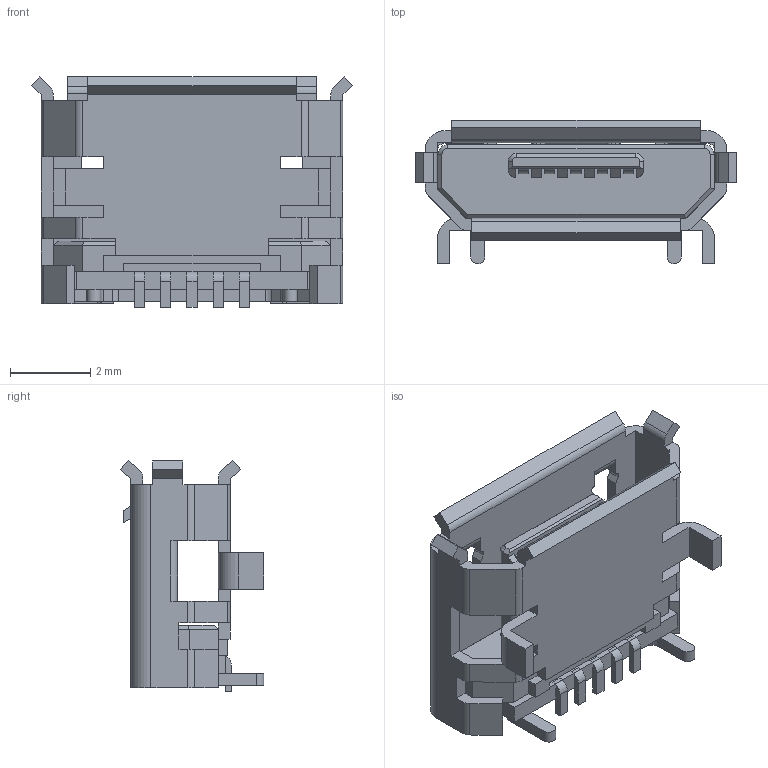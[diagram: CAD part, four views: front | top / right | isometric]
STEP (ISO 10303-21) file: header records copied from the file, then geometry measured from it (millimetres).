
FILE_DESCRIPTION (( 'STEP AP214' ), '1' );
FILE_NAME ('C10418.STEP', '2021-08-05T07:35:54', ( '' ), ( '' ), 'SwSTEP 2.0', 'SolidWorks 2018', '' );
FILE_SCHEMA (( 'AUTOMOTIVE_DESIGN' ));
Length unit declared in the file: millimetre
Products named in the file (1): C10418
Bounding box: 8 x 3.57 x 5.75 mm (x, y, z)
Volume: 45.1 mm3; surface area: 307.7 mm2
Topology: 2 solids, 2 shells, 439 faces, 1263 edges, 811 vertices
Faces by surface type: plane 321, cylinder 104, sphere 8, cone 4, torus 2
Entity records: 19100 total; most frequent: CARTESIAN_POINT 2606, ORIENTED_EDGE 2510, DIRECTION 2334, EDGE_CURVE 1255, LINE 1036, VECTOR 1036, VERTEX_POINT 811, AXIS2_PLACEMENT_3D 649
